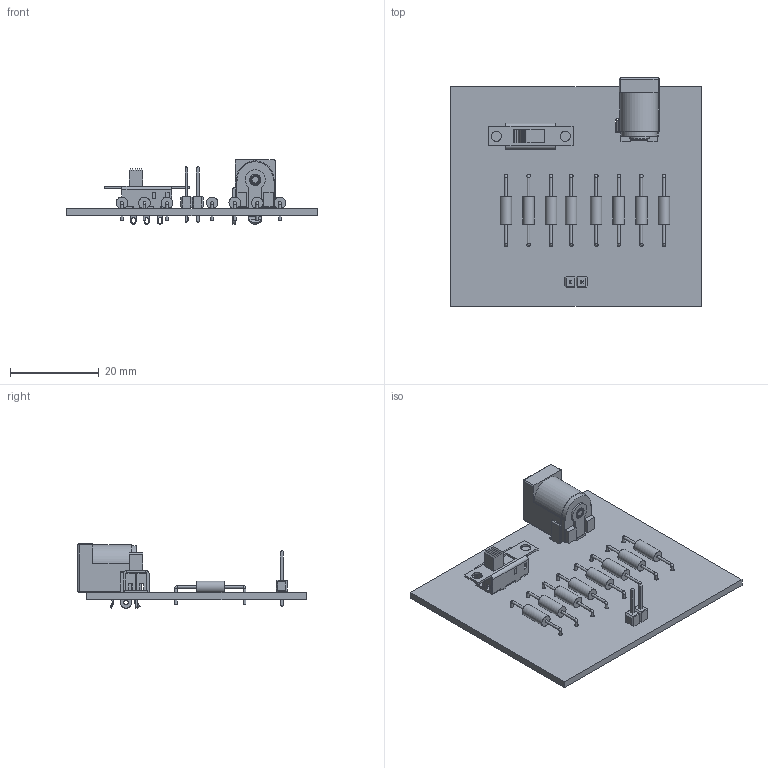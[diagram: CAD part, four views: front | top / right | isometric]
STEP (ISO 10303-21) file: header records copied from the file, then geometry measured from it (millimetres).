
FILE_DESCRIPTION(('KiCad electronic assembly'),'2;1');
FILE_NAME('pcb.step','2022-01-23T12:19:28',('Pcbnew'),('Kicad'), 'Open CASCADE STEP processor 7.5','KiCad to STEP converter','Unknown' );
FILE_SCHEMA(('AUTOMOTIVE_DESIGN { 1 0 10303 214 1 1 1 1 }'));
Length unit declared in the file: millimetre
Products named in the file (10): pcb 1; MFS1_2CCT52A1000F; COMPOUND; EG1201; DCJ200-10-A-K1-K; PIN_HEADER_1X2; pcb PCB
Assembly tree (16 placements, depth 3):
  pcb 1
    MFS1_2CCT52A1000F  x8
      COMPOUND
    EG1201
      COMPOUND
    DCJ200-10-A-K1-K
      COMPOUND
    PIN_HEADER_1X2
      COMPOUND
    pcb PCB
Bounding box: 56.36 x 51.32 x 14.51 mm (x, y, z)
Volume: 5827.1 mm3; surface area: 8866 mm2
Topology: 37 solids, 39 shells, 512 faces, 1259 edges, 802 vertices
Faces by surface type: bspline 464, cylinder 30, plane 18
Full cylindrical faces by diameter (mm): 0.762 x2, 0.8 x16
Entity records: 27816 total; most frequent: CARTESIAN_POINT 11654, B_SPLINE_CURVE_WITH_KNOTS 2660, ORIENTED_EDGE 2228, PCURVE 2228, DEFINITIONAL_REPRESENTATION 2228, EDGE_CURVE 1118, SURFACE_CURVE 1091, VERTEX_POINT 730
